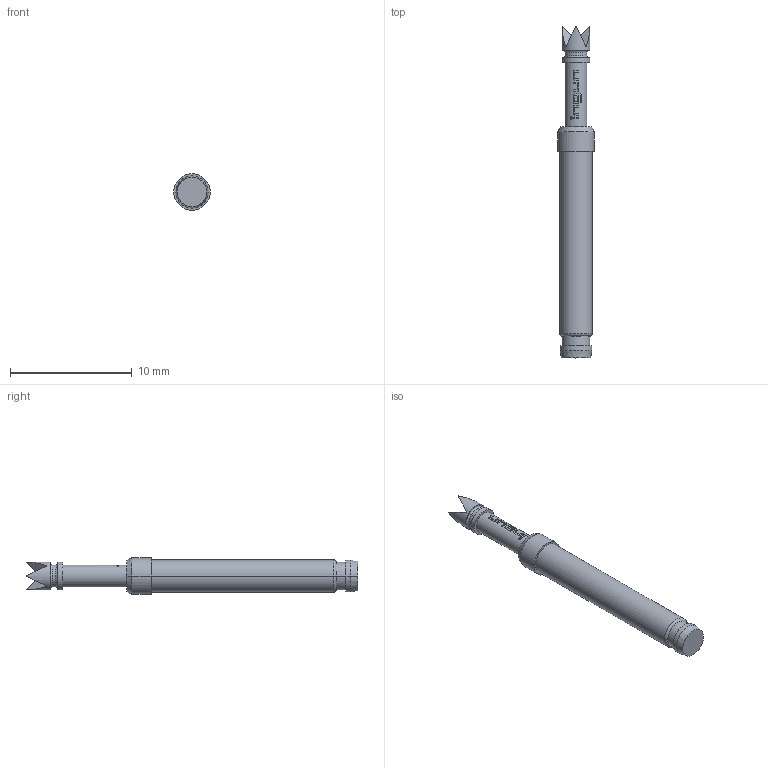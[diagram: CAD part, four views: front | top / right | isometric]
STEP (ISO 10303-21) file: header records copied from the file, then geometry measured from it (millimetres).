
FILE_DESCRIPTION (( 'STEP AP203' ), '1' );
FILE_NAME ('INGUN_HSS-120_314_230_A_xx02.STEP', '2023-01-26T13:24:27', ( '' ), ( '' ), 'SwSTEP 2.0', 'SolidWorks 2021', '' );
FILE_SCHEMA (( 'CONFIG_CONTROL_DESIGN' ));
Length unit declared in the file: millimetre
Products named in the file (1): INGUN_HSS-120_314_230_A_xx02
Bounding box: 3 x 27.3 x 3 mm (x, y, z)
Volume: 127 mm3; surface area: 228.5 mm2
Topology: 1 solids, 1 shells, 109 faces, 266 edges, 171 vertices
Faces by surface type: plane 55, bspline 22, cylinder 22, torus 6, cone 4
Entity records: 3551 total; most frequent: CARTESIAN_POINT 1091, ORIENTED_EDGE 532, DIRECTION 432, EDGE_CURVE 266, AXIS2_PLACEMENT_3D 172, VERTEX_POINT 171, EDGE_LOOP 121, FACE_OUTER_BOUND 109
